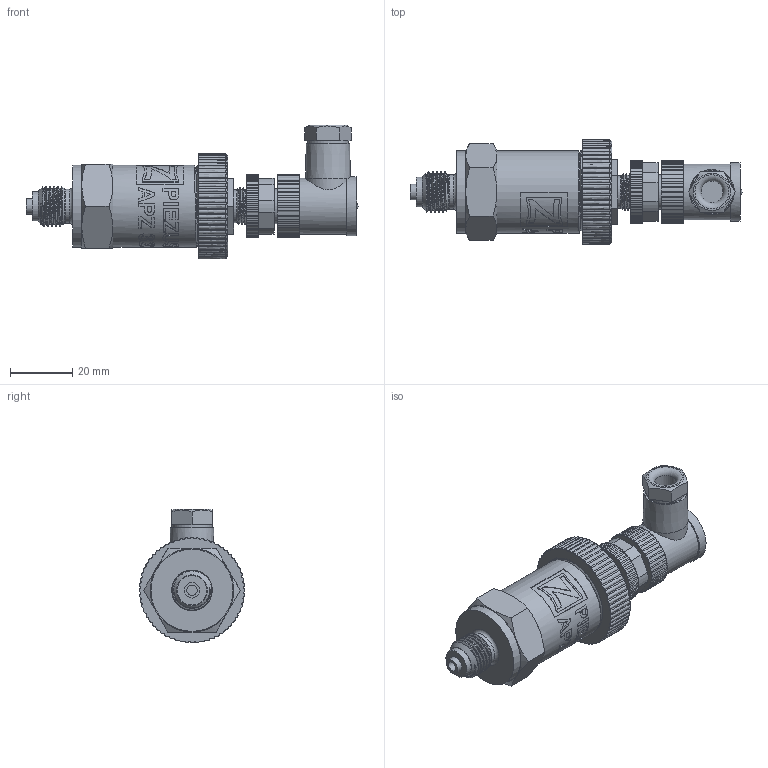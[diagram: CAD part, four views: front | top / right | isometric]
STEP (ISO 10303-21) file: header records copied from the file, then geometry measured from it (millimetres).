
FILE_DESCRIPTION(/* description */ (''),/* implementation_level */ '2;1');
FILE_NAME(/* name */ 'APZ3230_G1''4EN_M12x1-angular.step',/* time_stamp */ '2021-06-24T09:57:25+03:00',/* author */ (''),/* organization */ (''),/* preprocessor_version */ 'ST-DEVELOPER v18.1',/* originating_system */ 'Autodesk Translation Framework v10.9.0.1377',/* authorisation */ '');
FILE_SCHEMA (('AUTOMOTIVE_DESIGN { 1 0 10303 214 3 1 1 }'));
Products named in the file (6): APZ3230_G1'4EN_M12x1-angular; G 1/4 EN; OMAL nut M27x1.5 v8; M12x1 male v16; Ш100.000.002 v4; M12x1 female angular v10
Assembly tree (5 placements, depth 2):
  APZ3230_G1'4EN_M12x1-angular
    G 1/4 EN
    OMAL nut M27x1.5 v8
    M12x1 male v16
    Ш100.000.002 v4
    M12x1 female angular v10
Bounding box: 107.07 x 34 x 43.2 mm (x, y, z)
Volume: 46881.2 mm3; surface area: 19324.9 mm2
Topology: 16 solids, 16 shells, 995 faces, 2788 edges, 1873 vertices
Faces by surface type: bspline 460, cylinder 325, plane 174, cone 30, torus 5, sphere 1
Full cylindrical faces by diameter (mm): 1 x12, 1.5 x4, 3.3 x1, 5 x1, 7 x1, 8 x1, 8.2 x1, 9.471 x2, 9.5 x1, 10.6 x2, 10.741 x6, 11 x1, 11.035 x4, 11.156 x1, 11.445 x4, 11.884 x5, 12.152 x4, 13 x1, 14 x1, 14.137 x4, 14.526 x3, 15.85 x3, 16.203 x3, 18 x1, 19 x1, 21.4 x2, 22.3 x1, 22.4 x1, 24.5 x1, 25.132 x4
Entity records: 72702 total; most frequent: CARTESIAN_POINT 49741, ORIENTED_EDGE 5576, DIRECTION 3392, EDGE_CURVE 2788, VERTEX_POINT 1873, AXIS2_PLACEMENT_3D 1166, B_SPLINE_CURVE_WITH_KNOTS 1077, LINE 1060
